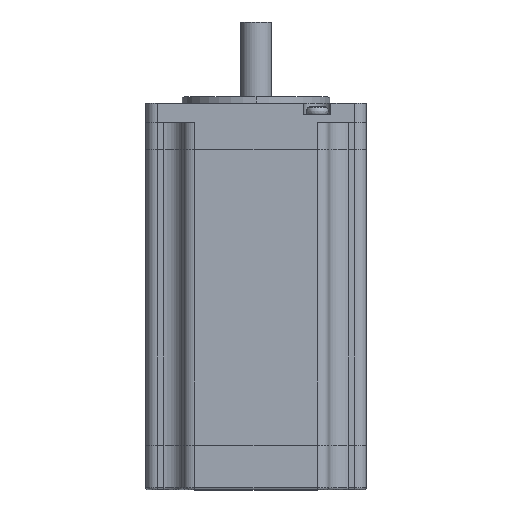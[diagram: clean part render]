
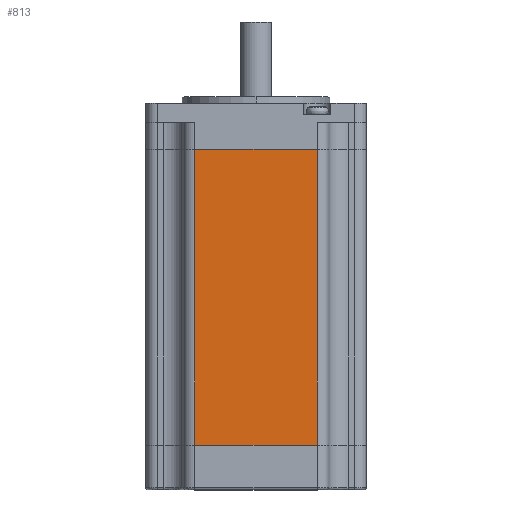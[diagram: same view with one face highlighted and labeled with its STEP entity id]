
A CAD part, top view. The second image highlights one B-rep face of the part: STEP entity #813.
In plain terms, the highlighted planar face has unit normal (0, 0, 1).
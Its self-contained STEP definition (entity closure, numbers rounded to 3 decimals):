
#13 = CARTESIAN_POINT ( 'NONE',  ( 12.7, 0., 0. ) ) ;
#428 = VERTEX_POINT ( 'NONE', #1018 ) ;
#737 = EDGE_LOOP ( 'NONE', ( #6732, #4714, #5333, #6605 ) ) ;
#759 = CARTESIAN_POINT ( 'NONE',  ( 12.7, 76.5, 0. ) ) ;
#777 = VECTOR ( 'NONE', #4292, 1000. ) ;
#813 = ADVANCED_FACE ( 'NONE', ( #6817 ), #6880, .T. ) ;
#878 = CARTESIAN_POINT ( 'NONE',  ( 44.3, 0., 0. ) ) ;
#1018 = CARTESIAN_POINT ( 'NONE',  ( 44.3, 76.5, 0. ) ) ;
#1100 = CARTESIAN_POINT ( 'NONE',  ( 44.3, 76.5, 0. ) ) ;
#1217 = EDGE_CURVE ( 'NONE', #4952, #3902, #5941, .T. ) ;
#1583 = CARTESIAN_POINT ( 'NONE',  ( 44.3, 0., 0. ) ) ;
#1828 = CARTESIAN_POINT ( 'NONE',  ( 44.3, 76.5, 0. ) ) ;
#1948 = DIRECTION ( 'NONE',  ( -1., 0., 0. ) ) ;
#2186 = LINE ( 'NONE', #4854, #777 ) ;
#2320 = CARTESIAN_POINT ( 'NONE',  ( 12.7, 76.5, 0. ) ) ;
#2359 = DIRECTION ( 'NONE',  ( 1., 0., 0. ) ) ;
#2488 = EDGE_CURVE ( 'NONE', #428, #7021, #2186, .T. ) ;
#3162 = DIRECTION ( 'NONE',  ( 0., 0., 1. ) ) ;
#3417 = EDGE_CURVE ( 'NONE', #7021, #3902, #6762, .T. ) ;
#3420 = DIRECTION ( 'NONE',  ( 0., -1., 0. ) ) ;
#3868 = VECTOR ( 'NONE', #1948, 1000. ) ;
#3902 = VERTEX_POINT ( 'NONE', #13 ) ;
#4292 = DIRECTION ( 'NONE',  ( 0., -1., 0. ) ) ;
#4327 = LINE ( 'NONE', #1100, #5950 ) ;
#4501 = VECTOR ( 'NONE', #3420, 1000. ) ;
#4696 = AXIS2_PLACEMENT_3D ( 'NONE', #1828, #3162, #2359 ) ;
#4714 = ORIENTED_EDGE ( 'NONE', *, *, #2488, .F. ) ;
#4854 = CARTESIAN_POINT ( 'NONE',  ( 44.3, 76.5, 0. ) ) ;
#4900 = DIRECTION ( 'NONE',  ( -1., 0., 0. ) ) ;
#4952 = VERTEX_POINT ( 'NONE', #759 ) ;
#5333 = ORIENTED_EDGE ( 'NONE', *, *, #5983, .T. ) ;
#5941 = LINE ( 'NONE', #2320, #4501 ) ;
#5950 = VECTOR ( 'NONE', #4900, 1000. ) ;
#5983 = EDGE_CURVE ( 'NONE', #428, #4952, #4327, .T. ) ;
#6605 = ORIENTED_EDGE ( 'NONE', *, *, #1217, .T. ) ;
#6732 = ORIENTED_EDGE ( 'NONE', *, *, #3417, .F. ) ;
#6762 = LINE ( 'NONE', #878, #3868 ) ;
#6817 = FACE_OUTER_BOUND ( 'NONE', #737, .T. ) ;
#6880 = PLANE ( 'NONE',  #4696 ) ;
#7021 = VERTEX_POINT ( 'NONE', #1583 ) ;
